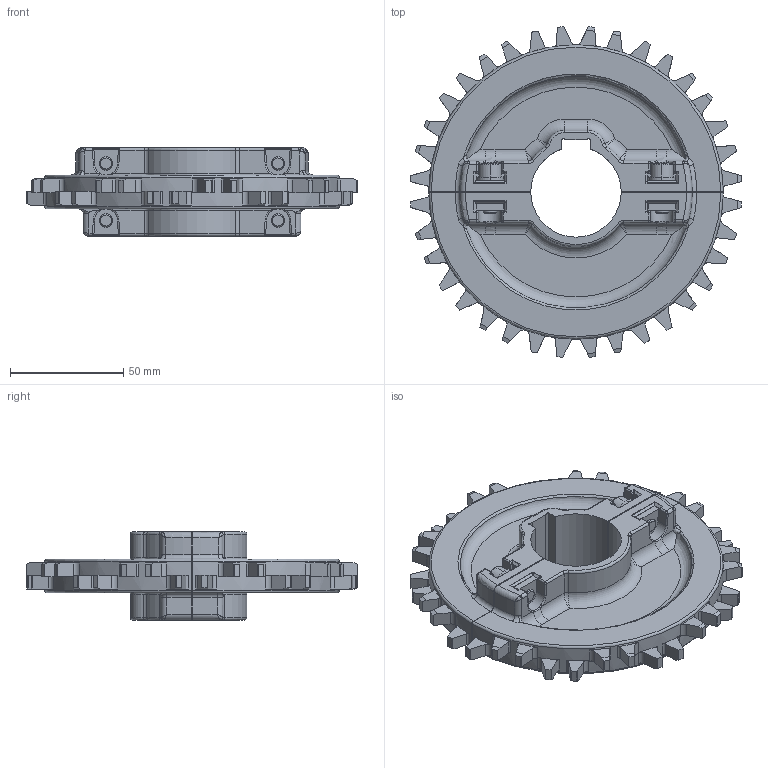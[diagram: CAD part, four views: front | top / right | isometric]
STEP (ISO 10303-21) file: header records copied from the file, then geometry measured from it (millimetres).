
FILE_DESCRIPTION (( 'STEP AP214' ), '1' );
FILE_NAME ('Rexnord-SSW 1000 SPLIT SPROCKETS WIDE HUB-SSW 1000 18-40.STEP', '2018-12-16T16:00:30', ( '' ), ( '' ), 'SwSTEP 2.0', 'SolidWorks 2018', '' );
FILE_SCHEMA (( 'AUTOMOTIVE_DESIGN' ));
Length unit declared in the file: millimetre
Products named in the file (5): Allen_Bolt; Rexnord-SSW 1000 SPLIT SPROCKETS WIDE HUB-SSW 1000 18-40; Screw; Wisher; SSW_1000_SSW 1000 18-40
Assembly tree (13 placements, depth 2):
  Rexnord-SSW 1000 SPLIT SPROCKETS WIDE HUB-SSW 1000 18-40
    SSW_1000_SSW 1000 18-40
    Screw  x4
    Wisher  x4
    Allen_Bolt  x4
Bounding box: 146.18 x 146.33 x 39 mm (x, y, z)
Volume: 193518.7 mm3; surface area: 62557.9 mm2
Topology: 16 solids, 16 shells, 1236 faces, 3208 edges, 2002 vertices
Faces by surface type: plane 479, cylinder 475, bspline 164, torus 78, cone 40
Entity records: 38786 total; most frequent: CARTESIAN_POINT 12076, ORIENTED_EDGE 5876, DIRECTION 5312, EDGE_CURVE 2938, AXIS2_PLACEMENT_3D 1926, VERTEX_POINT 1852, VECTOR 1460, LINE 1460
